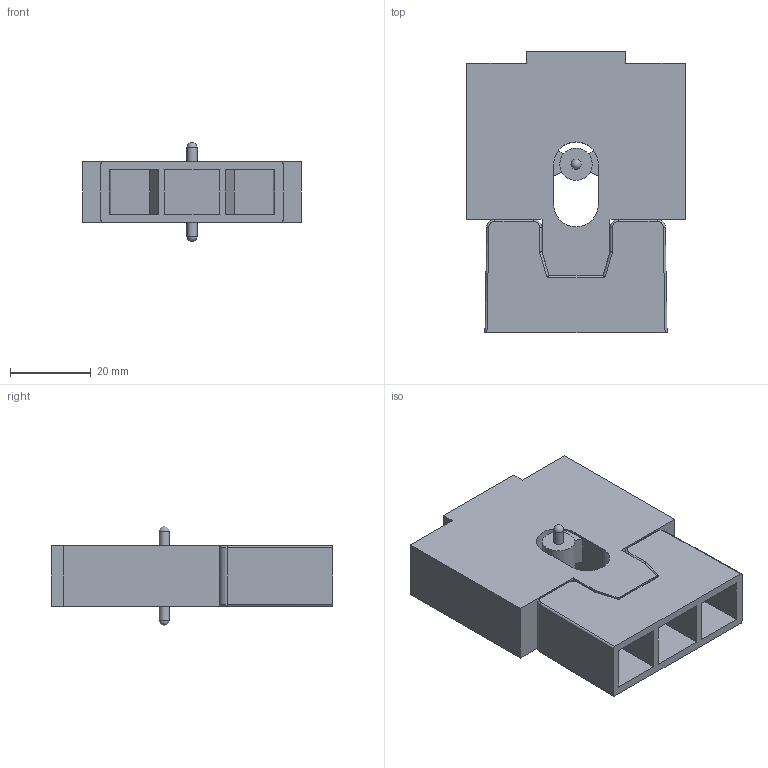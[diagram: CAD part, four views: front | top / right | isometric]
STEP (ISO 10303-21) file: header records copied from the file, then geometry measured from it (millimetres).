
FILE_DESCRIPTION (( 'STEP AP203' ), '1' );
FILE_NAME ('KKM10D-MB Ìåõàíèçì áëîêèðîâêè äëÿ ÊÌÈ(09À-32À) ÈÝÊ.STEP', '2017-10-26T13:08:54', ( '' ), ( '' ), 'SwSTEP 2.0', 'SolidWorks 2014', '' );
FILE_SCHEMA (( 'CONFIG_CONTROL_DESIGN' ));
Length unit declared in the file: millimetre
Products named in the file (1): KKM10D-MB Ìåõàíèçì áëîêèðîâêè äëÿ ÊÌÈ(09À-32À) ÈÝÊ
Bounding box: 54 x 69.5 x 24.48 mm (x, y, z)
Volume: 40558.3 mm3; surface area: 16183.3 mm2
Topology: 2 solids, 2 shells, 104 faces, 274 edges, 166 vertices
Faces by surface type: plane 59, cylinder 27, torus 16, sphere 2
Full cylindrical faces by diameter (mm): 2.5 x2, 8 x1
Entity records: 3083 total; most frequent: DIRECTION 530, CARTESIAN_POINT 525, ORIENTED_EDGE 500, EDGE_CURVE 250, AXIS2_PLACEMENT_3D 179, LINE 172, VECTOR 172, VERTEX_POINT 158
